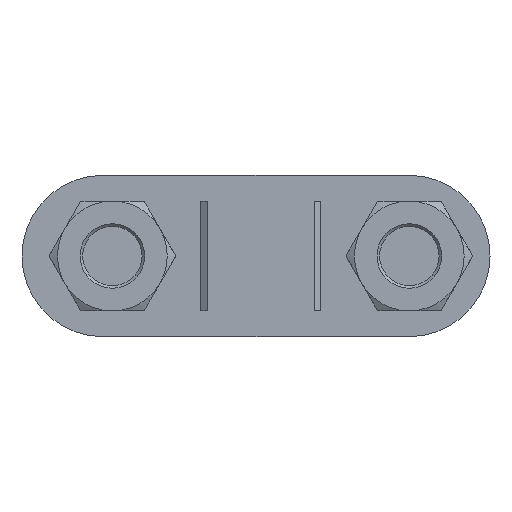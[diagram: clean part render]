
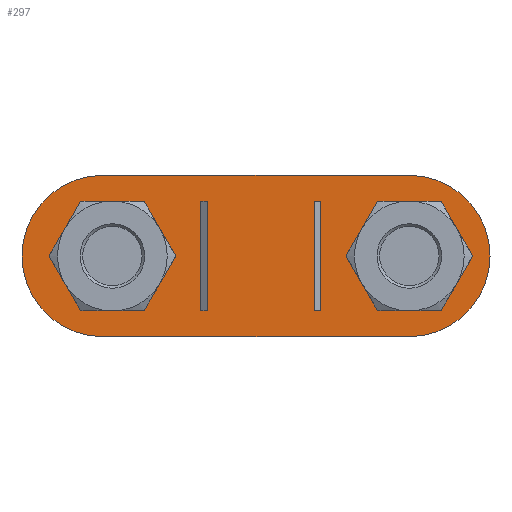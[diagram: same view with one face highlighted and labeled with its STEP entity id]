
A CAD part, front view. The second image highlights one B-rep face of the part: STEP entity #297.
In plain terms, the highlighted planar face has unit normal (0, -1, 0).
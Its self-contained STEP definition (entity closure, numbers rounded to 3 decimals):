
#297 = ADVANCED_FACE( '', ( #449, #450, #451, #452, #453 ), #454, .F. );
#449 = FACE_OUTER_BOUND( '', #1527, .T. );
#450 = FACE_BOUND( '', #1528, .T. );
#451 = FACE_BOUND( '', #1529, .T. );
#452 = FACE_BOUND( '', #1530, .T. );
#453 = FACE_BOUND( '', #1531, .T. );
#454 = PLANE( '', #1532 );
#1527 = EDGE_LOOP( '', ( #1902, #1903, #1904, #1905 ) );
#1528 = EDGE_LOOP( '', ( #1906, #1907, #1908, #1909 ) );
#1529 = EDGE_LOOP( '', ( #1910 ) );
#1530 = EDGE_LOOP( '', ( #1911, #1912, #1913, #1914 ) );
#1531 = EDGE_LOOP( '', ( #1915, #1916, #1917, #1918 ) );
#1532 = AXIS2_PLACEMENT_3D( '', #1919, #1920, #1921 );
#1902 = ORIENTED_EDGE( '', *, *, #2565, .F. );
#1903 = ORIENTED_EDGE( '', *, *, #2566, .F. );
#1904 = ORIENTED_EDGE( '', *, *, #2567, .F. );
#1905 = ORIENTED_EDGE( '', *, *, #2568, .F. );
#1906 = ORIENTED_EDGE( '', *, *, #2569, .F. );
#1907 = ORIENTED_EDGE( '', *, *, #2570, .T. );
#1908 = ORIENTED_EDGE( '', *, *, #2571, .T. );
#1909 = ORIENTED_EDGE( '', *, *, #2572, .F. );
#1910 = ORIENTED_EDGE( '', *, *, #2573, .T. );
#1911 = ORIENTED_EDGE( '', *, *, #2574, .F. );
#1912 = ORIENTED_EDGE( '', *, *, #2575, .F. );
#1913 = ORIENTED_EDGE( '', *, *, #2576, .F. );
#1914 = ORIENTED_EDGE( '', *, *, #2577, .F. );
#1915 = ORIENTED_EDGE( '', *, *, #2578, .T. );
#1916 = ORIENTED_EDGE( '', *, *, #2579, .T. );
#1917 = ORIENTED_EDGE( '', *, *, #2580, .F. );
#1918 = ORIENTED_EDGE( '', *, *, #2581, .F. );
#1919 = CARTESIAN_POINT( '', ( -24.5, 30.3, 0. ) );
#1920 = DIRECTION( '', ( 0., 1., 0. ) );
#1921 = DIRECTION( '', ( 1., 0., 0. ) );
#2565 = EDGE_CURVE( '', #2829, #2830, #2831, .T. );
#2566 = EDGE_CURVE( '', #2832, #2829, #2833, .F. );
#2567 = EDGE_CURVE( '', #2834, #2832, #2835, .T. );
#2568 = EDGE_CURVE( '', #2830, #2834, #2836, .F. );
#2569 = EDGE_CURVE( '', #2837, #2838, #2839, .F. );
#2570 = EDGE_CURVE( '', #2837, #2840, #2841, .T. );
#2571 = EDGE_CURVE( '', #2840, #2842, #2843, .T. );
#2572 = EDGE_CURVE( '', #2838, #2842, #2844, .T. );
#2573 = EDGE_CURVE( '', #2845, #2845, #2846, .T. );
#2574 = EDGE_CURVE( '', #2847, #2848, #2849, .F. );
#2575 = EDGE_CURVE( '', #2850, #2847, #2851, .T. );
#2576 = EDGE_CURVE( '', #2852, #2850, #2853, .F. );
#2577 = EDGE_CURVE( '', #2848, #2852, #2854, .T. );
#2578 = EDGE_CURVE( '', #2855, #2856, #2857, .F. );
#2579 = EDGE_CURVE( '', #2856, #2858, #2859, .T. );
#2580 = EDGE_CURVE( '', #2860, #2858, #2861, .T. );
#2581 = EDGE_CURVE( '', #2855, #2860, #2862, .T. );
#2829 = VERTEX_POINT( '', #3407 );
#2830 = VERTEX_POINT( '', #3408 );
#2831 = CIRCLE( '', #3409, 12.5 );
#2832 = VERTEX_POINT( '', #3410 );
#2833 = LINE( '', #3411, #3412 );
#2834 = VERTEX_POINT( '', #3413 );
#2835 = CIRCLE( '', #3414, 12.5 );
#2836 = LINE( '', #3415, #3416 );
#2837 = VERTEX_POINT( '', #3417 );
#2838 = VERTEX_POINT( '', #3418 );
#2839 = LINE( '', #3419, #3420 );
#2840 = VERTEX_POINT( '', #3421 );
#2841 = LINE( '', #3422, #3423 );
#2842 = VERTEX_POINT( '', #3424 );
#2843 = LINE( '', #3425, #3426 );
#2844 = LINE( '', #3427, #3428 );
#2845 = VERTEX_POINT( '', #3429 );
#2846 = CIRCLE( '', #3430, 5.4 );
#2847 = VERTEX_POINT( '', #3431 );
#2848 = VERTEX_POINT( '', #3432 );
#2849 = CIRCLE( '', #3433, 5. );
#2850 = VERTEX_POINT( '', #3434 );
#2851 = LINE( '', #3435, #3436 );
#2852 = VERTEX_POINT( '', #3437 );
#2853 = CIRCLE( '', #3438, 5. );
#2854 = LINE( '', #3439, #3440 );
#2855 = VERTEX_POINT( '', #3441 );
#2856 = VERTEX_POINT( '', #3442 );
#2857 = LINE( '', #3443, #3444 );
#2858 = VERTEX_POINT( '', #3445 );
#2859 = LINE( '', #3446, #3447 );
#2860 = VERTEX_POINT( '', #3448 );
#2861 = LINE( '', #3449, #3450 );
#2862 = LINE( '', #3451, #3452 );
#3407 = CARTESIAN_POINT( '', ( -24.5, 30.3, -12.5 ) );
#3408 = CARTESIAN_POINT( '', ( -24.5, 30.3, 12.5 ) );
#3409 = AXIS2_PLACEMENT_3D( '', #4009, #4010, #4011 );
#3410 = CARTESIAN_POINT( '', ( 23., 30.3, -12.5 ) );
#3411 = CARTESIAN_POINT( '', ( 23., 30.3, -12.5 ) );
#3412 = VECTOR( '', #4012, 1000. );
#3413 = CARTESIAN_POINT( '', ( 23., 30.3, 12.5 ) );
#3414 = AXIS2_PLACEMENT_3D( '', #4013, #4014, #4015 );
#3415 = CARTESIAN_POINT( '', ( -24.5, 30.3, 12.5 ) );
#3416 = VECTOR( '', #4016, 1000. );
#3417 = CARTESIAN_POINT( '', ( -9.3, 30.3, -8.5 ) );
#3418 = CARTESIAN_POINT( '', ( -8.3, 30.3, -8.5 ) );
#3419 = CARTESIAN_POINT( '', ( -9.3, 30.3, -8.5 ) );
#3420 = VECTOR( '', #4017, 1000. );
#3421 = CARTESIAN_POINT( '', ( -9.3, 30.3, 8.5 ) );
#3422 = CARTESIAN_POINT( '', ( -9.3, 30.3, 0. ) );
#3423 = VECTOR( '', #4018, 1000. );
#3424 = CARTESIAN_POINT( '', ( -8.3, 30.3, 8.5 ) );
#3425 = CARTESIAN_POINT( '', ( -24.5, 30.3, 8.5 ) );
#3426 = VECTOR( '', #4019, 1000. );
#3427 = CARTESIAN_POINT( '', ( -8.3, 30.3, -8.5 ) );
#3428 = VECTOR( '', #4020, 1000. );
#3429 = CARTESIAN_POINT( '', ( 23., 30.3, 5.4 ) );
#3430 = AXIS2_PLACEMENT_3D( '', #4021, #4022, #4023 );
#3431 = CARTESIAN_POINT( '', ( -24.5, 30.3, 5. ) );
#3432 = CARTESIAN_POINT( '', ( -24.5, 30.3, -5. ) );
#3433 = AXIS2_PLACEMENT_3D( '', #4024, #4025, #4026 );
#3434 = CARTESIAN_POINT( '', ( -22.5, 30.3, 5. ) );
#3435 = CARTESIAN_POINT( '', ( -22.5, 30.3, 5. ) );
#3436 = VECTOR( '', #4027, 1000. );
#3437 = CARTESIAN_POINT( '', ( -22.5, 30.3, -5. ) );
#3438 = AXIS2_PLACEMENT_3D( '', #4028, #4029, #4030 );
#3439 = CARTESIAN_POINT( '', ( -24.5, 30.3, -5. ) );
#3440 = VECTOR( '', #4031, 1000. );
#3441 = CARTESIAN_POINT( '', ( 9.3, 30.3, -8.5 ) );
#3442 = CARTESIAN_POINT( '', ( 8.3, 30.3, -8.5 ) );
#3443 = CARTESIAN_POINT( '', ( -24.5, 30.3, -8.5 ) );
#3444 = VECTOR( '', #4032, 1000. );
#3445 = CARTESIAN_POINT( '', ( 8.3, 30.3, 8.5 ) );
#3446 = CARTESIAN_POINT( '', ( 8.3, 30.3, 0. ) );
#3447 = VECTOR( '', #4033, 1000. );
#3448 = CARTESIAN_POINT( '', ( 9.3, 30.3, 8.5 ) );
#3449 = CARTESIAN_POINT( '', ( 9.3, 30.3, 8.5 ) );
#3450 = VECTOR( '', #4034, 1000. );
#3451 = CARTESIAN_POINT( '', ( 9.3, 30.3, -8.5 ) );
#3452 = VECTOR( '', #4035, 1000. );
#4009 = CARTESIAN_POINT( '', ( -24.5, 30.3, 0. ) );
#4010 = DIRECTION( '', ( 0., 1., 0. ) );
#4011 = DIRECTION( '', ( 0., 0., 1. ) );
#4012 = DIRECTION( '', ( 1., 0., 0. ) );
#4013 = CARTESIAN_POINT( '', ( 23., 30.3, 0. ) );
#4014 = DIRECTION( '', ( 0., 1., 0. ) );
#4015 = DIRECTION( '', ( 0., 0., 1. ) );
#4016 = DIRECTION( '', ( -1., 0., 0. ) );
#4017 = DIRECTION( '', ( -1., 0., 0. ) );
#4018 = DIRECTION( '', ( 0., 0., 1. ) );
#4019 = DIRECTION( '', ( 1., 0., 0. ) );
#4020 = DIRECTION( '', ( 0., 0., 1. ) );
#4021 = CARTESIAN_POINT( '', ( 23., 30.3, 0. ) );
#4022 = DIRECTION( '', ( 0., 1., 0. ) );
#4023 = DIRECTION( '', ( 0., 0., 1. ) );
#4024 = CARTESIAN_POINT( '', ( -24.5, 30.3, 0. ) );
#4025 = DIRECTION( '', ( 0., 1., 0. ) );
#4026 = DIRECTION( '', ( 0., 0., 1. ) );
#4027 = DIRECTION( '', ( -1., 0., 0. ) );
#4028 = CARTESIAN_POINT( '', ( -22.5, 30.3, 0. ) );
#4029 = DIRECTION( '', ( 0., 1., 0. ) );
#4030 = DIRECTION( '', ( 0., 0., 1. ) );
#4031 = DIRECTION( '', ( 1., 0., 0. ) );
#4032 = DIRECTION( '', ( 1., 0., 0. ) );
#4033 = DIRECTION( '', ( 0., 0., 1. ) );
#4034 = DIRECTION( '', ( -1., 0., 0. ) );
#4035 = DIRECTION( '', ( 0., 0., 1. ) );
